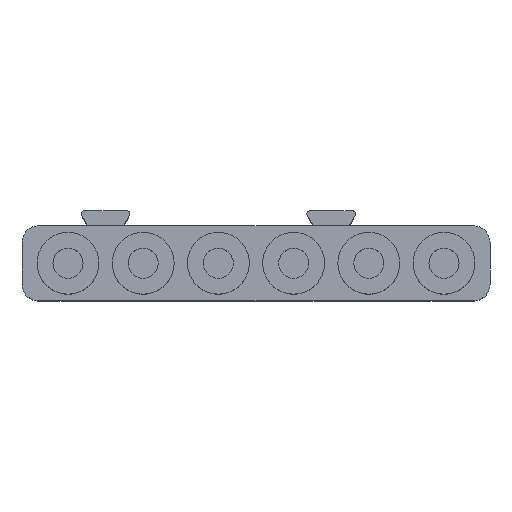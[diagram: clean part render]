
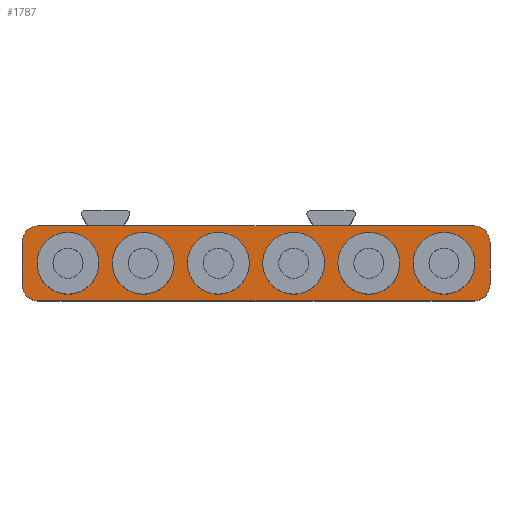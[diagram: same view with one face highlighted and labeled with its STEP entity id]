
A CAD part, top view. The second image highlights one B-rep face of the part: STEP entity #1787.
In plain terms, the highlighted planar face has unit normal (0, 0, 1).
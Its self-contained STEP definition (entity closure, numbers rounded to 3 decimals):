
#1022=LINE('',#6749,#1360);
#1026=LINE('',#6761,#1364);
#1031=LINE('',#6774,#1369);
#1032=LINE('',#6775,#1370);
#1360=VECTOR('',#5515,1.);
#1364=VECTOR('',#5527,1.);
#1369=VECTOR('',#5540,1.);
#1370=VECTOR('',#5541,1.);
#1787=ADVANCED_FACE('',(#2051,#2052,#2053,#2054,#2055,#2056,#2057),#1936,
 .T.);
#1936=PLANE('',#4619);
#2051=FACE_BOUND('',#2339,.T.);
#2052=FACE_BOUND('',#2340,.T.);
#2053=FACE_BOUND('',#2341,.T.);
#2054=FACE_BOUND('',#2342,.T.);
#2055=FACE_BOUND('',#2343,.T.);
#2056=FACE_BOUND('',#2344,.T.);
#2057=FACE_BOUND('',#2345,.T.);
#2339=EDGE_LOOP('',(#3095));
#2340=EDGE_LOOP('',(#3096));
#2341=EDGE_LOOP('',(#3097));
#2342=EDGE_LOOP('',(#3098));
#2343=EDGE_LOOP('',(#3099));
#2344=EDGE_LOOP('',(#3100));
#2345=EDGE_LOOP('',(#3101,#3102,#3103,#3104,#3105,#3106,#3107,#3108));
#3095=ORIENTED_EDGE('',*,*,#4013,.T.);
#3096=ORIENTED_EDGE('',*,*,#4014,.T.);
#3097=ORIENTED_EDGE('',*,*,#4015,.T.);
#3098=ORIENTED_EDGE('',*,*,#4016,.T.);
#3099=ORIENTED_EDGE('',*,*,#4017,.T.);
#3100=ORIENTED_EDGE('',*,*,#4018,.T.);
#3101=ORIENTED_EDGE('',*,*,#4073,.T.);
#3102=ORIENTED_EDGE('',*,*,#4069,.T.);
#3103=ORIENTED_EDGE('',*,*,#4066,.T.);
#3104=ORIENTED_EDGE('',*,*,#4063,.T.);
#3105=ORIENTED_EDGE('',*,*,#4023,.T.);
#3106=ORIENTED_EDGE('',*,*,#4076,.T.);
#3107=ORIENTED_EDGE('',*,*,#4019,.T.);
#3108=ORIENTED_EDGE('',*,*,#4077,.F.);
#3583=VERTEX_POINT('',#6642);
#3584=VERTEX_POINT('',#6645);
#3585=VERTEX_POINT('',#6648);
#3586=VERTEX_POINT('',#6651);
#3587=VERTEX_POINT('',#6654);
#3588=VERTEX_POINT('',#6657);
#3589=VERTEX_POINT('',#6660);
#3590=VERTEX_POINT('',#6661);
#3593=VERTEX_POINT('',#6669);
#3594=VERTEX_POINT('',#6670);
#3621=VERTEX_POINT('',#6750);
#3623=VERTEX_POINT('',#6756);
#3625=VERTEX_POINT('',#6762);
#3627=VERTEX_POINT('',#6769);
#4013=EDGE_CURVE('',#3583,#3583,#4182,.T.);
#4014=EDGE_CURVE('',#3584,#3584,#4183,.T.);
#4015=EDGE_CURVE('',#3585,#3585,#4184,.T.);
#4016=EDGE_CURVE('',#3586,#3586,#4185,.T.);
#4017=EDGE_CURVE('',#3587,#3587,#4186,.T.);
#4018=EDGE_CURVE('',#3588,#3588,#4187,.T.);
#4019=EDGE_CURVE('',#3589,#3590,#4188,.T.);
#4023=EDGE_CURVE('',#3593,#3594,#4190,.T.);
#4063=EDGE_CURVE('',#3621,#3593,#1022,.T.);
#4066=EDGE_CURVE('',#3623,#3621,#4200,.T.);
#4069=EDGE_CURVE('',#3625,#3623,#1026,.T.);
#4073=EDGE_CURVE('',#3627,#3625,#4202,.T.);
#4076=EDGE_CURVE('',#3594,#3589,#1031,.T.);
#4077=EDGE_CURVE('',#3627,#3590,#1032,.T.);
#4182=CIRCLE('',#4573,1.85);
#4183=CIRCLE('',#4575,1.85);
#4184=CIRCLE('',#4577,1.85);
#4185=CIRCLE('',#4579,1.85);
#4186=CIRCLE('',#4581,1.85);
#4187=CIRCLE('',#4583,1.85);
#4188=CIRCLE('',#4585,1.);
#4190=CIRCLE('',#4588,1.);
#4200=CIRCLE('',#4612,1.);
#4202=CIRCLE('',#4616,1.);
#4573=AXIS2_PLACEMENT_3D('',#6641,#5407,#5408);
#4575=AXIS2_PLACEMENT_3D('',#6644,#5411,#5412);
#4577=AXIS2_PLACEMENT_3D('',#6647,#5415,#5416);
#4579=AXIS2_PLACEMENT_3D('',#6650,#5419,#5420);
#4581=AXIS2_PLACEMENT_3D('',#6653,#5423,#5424);
#4583=AXIS2_PLACEMENT_3D('',#6656,#5427,#5428);
#4585=AXIS2_PLACEMENT_3D('',#6659,#5431,#5432);
#4588=AXIS2_PLACEMENT_3D('',#6668,#5439,#5440);
#4612=AXIS2_PLACEMENT_3D('',#6755,#5520,#5521);
#4616=AXIS2_PLACEMENT_3D('',#6768,#5533,#5534);
#4619=AXIS2_PLACEMENT_3D('',#6776,#5542,#5543);
#5407=DIRECTION('',(0.,0.,-1.));
#5408=DIRECTION('',(1.,0.,0.));
#5411=DIRECTION('',(0.,0.,-1.));
#5412=DIRECTION('',(1.,0.,0.));
#5415=DIRECTION('',(0.,0.,-1.));
#5416=DIRECTION('',(1.,0.,0.));
#5419=DIRECTION('',(0.,0.,-1.));
#5420=DIRECTION('',(1.,0.,0.));
#5423=DIRECTION('',(0.,0.,-1.));
#5424=DIRECTION('',(1.,0.,0.));
#5427=DIRECTION('',(0.,0.,-1.));
#5428=DIRECTION('',(1.,0.,0.));
#5431=DIRECTION('',(0.,0.,1.));
#5432=DIRECTION('',(-1.,0.,0.));
#5439=DIRECTION('',(0.,0.,1.));
#5440=DIRECTION('',(0.,1.,0.));
#5515=DIRECTION('',(-1.,0.,0.));
#5520=DIRECTION('',(0.,0.,1.));
#5521=DIRECTION('',(1.,0.,0.));
#5527=DIRECTION('',(0.,1.,0.));
#5533=DIRECTION('',(0.,0.,1.));
#5534=DIRECTION('',(0.,-1.,0.));
#5540=DIRECTION('',(0.,-1.,0.));
#5541=DIRECTION('',(-1.,0.,0.));
#5542=DIRECTION('',(0.,0.,1.));
#5543=DIRECTION('',(1.,0.,0.));
#6641=CARTESIAN_POINT('',(-11.25,0.,0.));
#6642=CARTESIAN_POINT('',(-9.4,0.,0.));
#6644=CARTESIAN_POINT('',(-6.75,0.,0.));
#6645=CARTESIAN_POINT('',(-4.9,0.,0.));
#6647=CARTESIAN_POINT('',(-2.25,0.,0.));
#6648=CARTESIAN_POINT('',(-0.4,0.,0.));
#6650=CARTESIAN_POINT('',(2.25,0.,0.));
#6651=CARTESIAN_POINT('',(4.1,0.,0.));
#6653=CARTESIAN_POINT('',(6.75,0.,0.));
#6654=CARTESIAN_POINT('',(8.6,0.,0.));
#6656=CARTESIAN_POINT('',(11.25,0.,0.));
#6657=CARTESIAN_POINT('',(13.1,0.,0.));
#6659=CARTESIAN_POINT('',(-13.,-1.25,0.));
#6660=CARTESIAN_POINT('',(-14.,-1.25,0.));
#6661=CARTESIAN_POINT('',(-13.,-2.25,0.));
#6668=CARTESIAN_POINT('',(-13.,1.25,0.));
#6669=CARTESIAN_POINT('',(-13.,2.25,0.));
#6670=CARTESIAN_POINT('',(-14.,1.25,0.));
#6749=CARTESIAN_POINT('',(13.,2.25,0.));
#6750=CARTESIAN_POINT('',(13.,2.25,0.));
#6755=CARTESIAN_POINT('',(13.,1.25,0.));
#6756=CARTESIAN_POINT('',(14.,1.25,0.));
#6761=CARTESIAN_POINT('',(14.,-1.25,0.));
#6762=CARTESIAN_POINT('',(14.,-1.25,0.));
#6768=CARTESIAN_POINT('',(13.,-1.25,0.));
#6769=CARTESIAN_POINT('',(13.,-2.25,0.));
#6774=CARTESIAN_POINT('',(-14.,1.25,0.));
#6775=CARTESIAN_POINT('',(13.,-2.25,0.));
#6776=CARTESIAN_POINT('',(-14.7,-2.363,0.));
